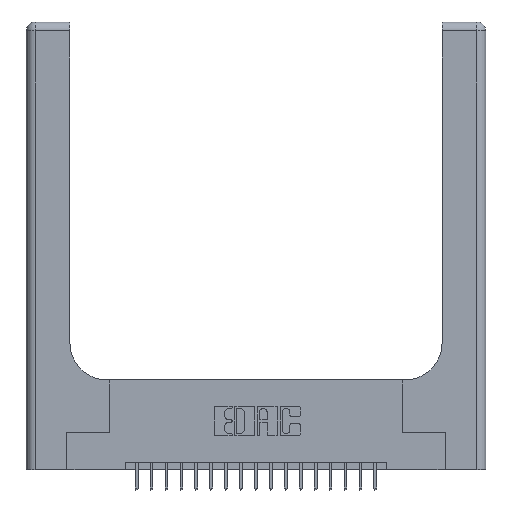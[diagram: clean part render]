
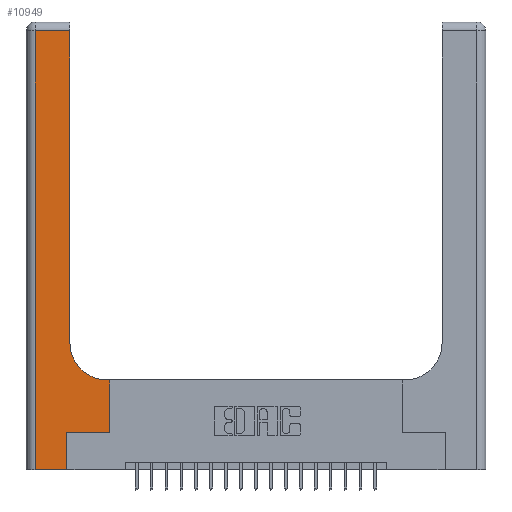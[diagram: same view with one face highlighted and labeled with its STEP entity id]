
A CAD part, top view. The second image highlights one B-rep face of the part: STEP entity #10949.
In plain terms, the highlighted planar face has unit normal (0, 0, 1).
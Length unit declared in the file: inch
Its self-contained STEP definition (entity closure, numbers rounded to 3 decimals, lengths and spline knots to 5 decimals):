
#205 = CARTESIAN_POINT ( 'NONE',  ( 0.2915, 2.94, 0.37 ) ) ;
#430 = CARTESIAN_POINT ( 'NONE',  ( 0.269, 0., 0.37 ) ) ;
#1000 = CARTESIAN_POINT ( 'NONE',  ( 0.5415, 0.85, 0.37 ) ) ;
#1403 = LINE ( 'NONE', #2856, #21962 ) ;
#1909 = CARTESIAN_POINT ( 'NONE',  ( 0.2915, 0.6, 0.37 ) ) ;
#2189 = DIRECTION ( 'NONE',  ( 0., -1., 0. ) ) ;
#2644 = LINE ( 'NONE', #12764, #6699 ) ;
#2856 = CARTESIAN_POINT ( 'NONE',  ( 0.2915, 3., 0.37 ) ) ;
#2909 = VERTEX_POINT ( 'NONE', #18425 ) ;
#3115 = AXIS2_PLACEMENT_3D ( 'NONE', #20369, #8609, #5127 ) ;
#3249 = DIRECTION ( 'NONE',  ( -1., 0., 0. ) ) ;
#3719 = ORIENTED_EDGE ( 'NONE', *, *, #4022, .T. ) ;
#3857 = LINE ( 'NONE', #10446, #17397 ) ;
#3898 = EDGE_CURVE ( 'NONE', #10772, #11400, #2644, .T. ) ;
#4022 = EDGE_CURVE ( 'NONE', #17781, #10135, #1403, .T. ) ;
#4306 = DIRECTION ( 'NONE',  ( 1., 0., 0. ) ) ;
#4383 = VERTEX_POINT ( 'NONE', #4391 ) ;
#4391 = CARTESIAN_POINT ( 'NONE',  ( 0.5585, 0.25, 0.37 ) ) ;
#4524 = DIRECTION ( 'NONE',  ( 0., 1., 0. ) ) ;
#5046 = EDGE_CURVE ( 'NONE', #10135, #10155, #17862, .T. ) ;
#5127 = DIRECTION ( 'NONE',  ( -1., 0., 0. ) ) ;
#5662 = DIRECTION ( 'NONE',  ( 0., 1., 0. ) ) ;
#5745 = ORIENTED_EDGE ( 'NONE', *, *, #17793, .T. ) ;
#5939 = VECTOR ( 'NONE', #17479, 39.37008 ) ;
#6695 = FACE_OUTER_BOUND ( 'NONE', #15686, .T. ) ;
#6699 = VECTOR ( 'NONE', #4306, 39.37008 ) ;
#6916 = PLANE ( 'NONE',  #3115 ) ;
#7395 = CARTESIAN_POINT ( 'NONE',  ( 0., 2.94, 0.37 ) ) ;
#7472 = ORIENTED_EDGE ( 'NONE', *, *, #5046, .T. ) ;
#7519 = CARTESIAN_POINT ( 'NONE',  ( 0.06, 0., 0.37 ) ) ;
#7659 = CARTESIAN_POINT ( 'NONE',  ( 0.06, 2.94, 0.37 ) ) ;
#8593 = ORIENTED_EDGE ( 'NONE', *, *, #18756, .T. ) ;
#8609 = DIRECTION ( 'NONE',  ( 0., 0., -1. ) ) ;
#9924 = VERTEX_POINT ( 'NONE', #12474 ) ;
#10135 = VERTEX_POINT ( 'NONE', #205 ) ;
#10155 = VERTEX_POINT ( 'NONE', #7659 ) ;
#10446 = CARTESIAN_POINT ( 'NONE',  ( 0.269, 0., 0.37 ) ) ;
#10740 = CIRCLE ( 'NONE', #12873, 0.25 ) ;
#10772 = VERTEX_POINT ( 'NONE', #7519 ) ;
#10949 = ADVANCED_FACE ( 'NONE', ( #6695 ), #6916, .F. ) ;
#11045 = EDGE_CURVE ( 'NONE', #2909, #4383, #21016, .T. ) ;
#11136 = CARTESIAN_POINT ( 'NONE',  ( 0.2915, 0.85, 0.37 ) ) ;
#11400 = VERTEX_POINT ( 'NONE', #430 ) ;
#11578 = ORIENTED_EDGE ( 'NONE', *, *, #11045, .T. ) ;
#12099 = VECTOR ( 'NONE', #3249, 39.37008 ) ;
#12474 = CARTESIAN_POINT ( 'NONE',  ( 0.5585, 0.6, 0.37 ) ) ;
#12764 = CARTESIAN_POINT ( 'NONE',  ( 0., 0., 0.37 ) ) ;
#12873 = AXIS2_PLACEMENT_3D ( 'NONE', #1000, #14596, #16484 ) ;
#12876 = VECTOR ( 'NONE', #5662, 39.37008 ) ;
#13228 = EDGE_CURVE ( 'NONE', #11400, #2909, #3857, .T. ) ;
#14027 = EDGE_CURVE ( 'NONE', #9924, #14769, #17067, .T. ) ;
#14155 = CARTESIAN_POINT ( 'NONE',  ( 0.269, 0.25, 0.37 ) ) ;
#14203 = DIRECTION ( 'NONE',  ( -1., 0., 0. ) ) ;
#14342 = CARTESIAN_POINT ( 'NONE',  ( 0.06, 3., 0.37 ) ) ;
#14596 = DIRECTION ( 'NONE',  ( 0., 0., -1. ) ) ;
#14769 = VERTEX_POINT ( 'NONE', #17258 ) ;
#15071 = VECTOR ( 'NONE', #14203, 39.37008 ) ;
#15404 = ORIENTED_EDGE ( 'NONE', *, *, #13228, .T. ) ;
#15686 = EDGE_LOOP ( 'NONE', ( #3719, #7472, #8593, #21323, #15404, #11578, #16488, #18667, #5745 ) ) ;
#16356 = EDGE_CURVE ( 'NONE', #4383, #9924, #20776, .T. ) ;
#16484 = DIRECTION ( 'NONE',  ( 1., 0., 0. ) ) ;
#16488 = ORIENTED_EDGE ( 'NONE', *, *, #16356, .T. ) ;
#17067 = LINE ( 'NONE', #1909, #12099 ) ;
#17258 = CARTESIAN_POINT ( 'NONE',  ( 0.5415, 0.6, 0.37 ) ) ;
#17397 = VECTOR ( 'NONE', #18864, 39.37008 ) ;
#17479 = DIRECTION ( 'NONE',  ( 1., 0., 0. ) ) ;
#17781 = VERTEX_POINT ( 'NONE', #11136 ) ;
#17793 = EDGE_CURVE ( 'NONE', #14769, #17781, #10740, .T. ) ;
#17862 = LINE ( 'NONE', #7395, #15071 ) ;
#18425 = CARTESIAN_POINT ( 'NONE',  ( 0.269, 0.25, 0.37 ) ) ;
#18667 = ORIENTED_EDGE ( 'NONE', *, *, #14027, .T. ) ;
#18756 = EDGE_CURVE ( 'NONE', #10155, #10772, #19184, .T. ) ;
#18864 = DIRECTION ( 'NONE',  ( 0., 1., 0. ) ) ;
#19184 = LINE ( 'NONE', #14342, #19955 ) ;
#19436 = CARTESIAN_POINT ( 'NONE',  ( 0.5585, 0.25, 0.37 ) ) ;
#19955 = VECTOR ( 'NONE', #2189, 39.37008 ) ;
#20369 = CARTESIAN_POINT ( 'NONE',  ( 0., 3., 0.37 ) ) ;
#20776 = LINE ( 'NONE', #19436, #12876 ) ;
#21016 = LINE ( 'NONE', #14155, #5939 ) ;
#21323 = ORIENTED_EDGE ( 'NONE', *, *, #3898, .T. ) ;
#21962 = VECTOR ( 'NONE', #4524, 39.37008 ) ;
